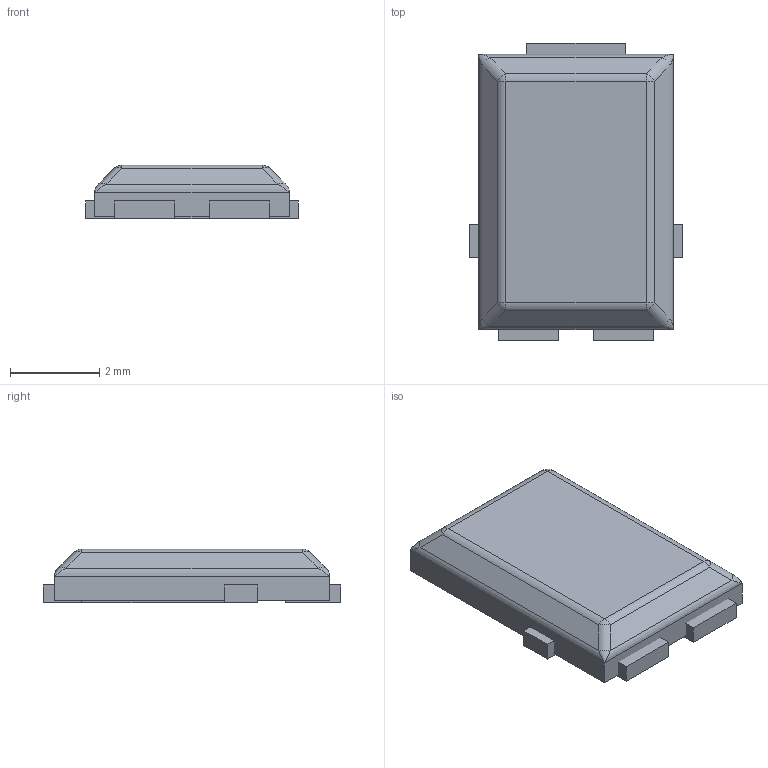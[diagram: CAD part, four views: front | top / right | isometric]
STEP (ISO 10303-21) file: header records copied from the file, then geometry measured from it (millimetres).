
FILE_DESCRIPTION(('FreeCAD Model'),'2;1');
FILE_NAME('TO-277A.step', '2015-08-14T11:15:34',('FreeCAD'),('FreeCAD'), 'Open CASCADE STEP processor 6.7','FreeCAD','Unknown');
FILE_SCHEMA(('AUTOMOTIVE_DESIGN_CC2 { 1 2 10303 214 -1 1 5 4 }'));
Length unit declared in the file: millimetre
Products named in the file (4): Pad3; Pad2; Pad1; Package
Bounding box: 4.75 x 6.65 x 1.2 mm (x, y, z)
Volume: 36.5 mm3; surface area: 123.6 mm2
Topology: 4 solids, 4 shells, 56 faces, 120 edges, 68 vertices
Faces by surface type: plane 36, cylinder 12, bspline 4, sphere 4
Entity records: 5708 total; most frequent: CARTESIAN_POINT 3349, DIRECTION 382, LINE 252, VECTOR 252, ORIENTED_EDGE 232, PCURVE 232, DEFINITIONAL_REPRESENTATION 232, EDGE_CURVE 116
